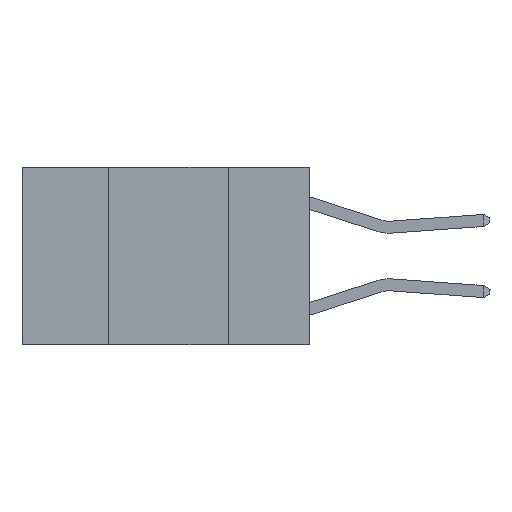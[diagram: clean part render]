
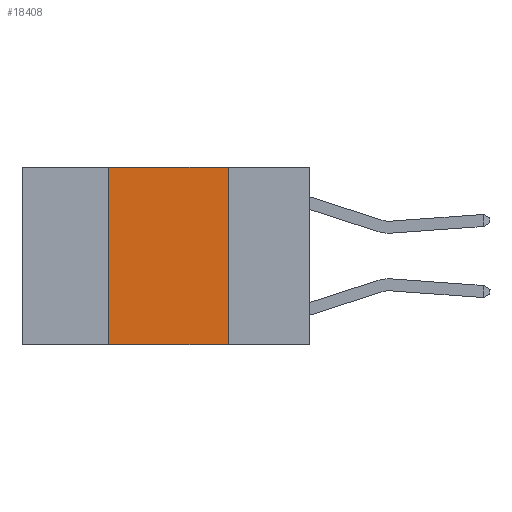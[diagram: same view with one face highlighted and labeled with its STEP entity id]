
A CAD part, left-side view. The second image highlights one B-rep face of the part: STEP entity #18408.
In plain terms, the highlighted planar face has unit normal (-1, 0, 0).
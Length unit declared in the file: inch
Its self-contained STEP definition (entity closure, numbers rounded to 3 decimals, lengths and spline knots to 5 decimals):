
#632 = LINE ( 'NONE', #9162, #22524 ) ;
#810 = ORIENTED_EDGE ( 'NONE', *, *, #8090, .F. ) ;
#1343 = AXIS2_PLACEMENT_3D ( 'NONE', #14560, #3910, #16336 ) ;
#1742 = VERTEX_POINT ( 'NONE', #2061 ) ;
#1820 = FACE_OUTER_BOUND ( 'NONE', #6162, .T. ) ;
#2035 = VECTOR ( 'NONE', #18084, 39.37008 ) ;
#2061 = CARTESIAN_POINT ( 'NONE',  ( 0., 0.17, -0.37 ) ) ;
#3537 = LINE ( 'NONE', #16670, #13005 ) ;
#3910 = DIRECTION ( 'NONE',  ( 1., 0., 0. ) ) ;
#4482 = LINE ( 'NONE', #7913, #21600 ) ;
#5716 = CARTESIAN_POINT ( 'NONE',  ( 0., 0.17, 0. ) ) ;
#6162 = EDGE_LOOP ( 'NONE', ( #22306, #19328, #810, #10130 ) ) ;
#6900 = EDGE_CURVE ( 'NONE', #12493, #1742, #20314, .T. ) ;
#7825 = DIRECTION ( 'NONE',  ( 0., 0., 1. ) ) ;
#7913 = CARTESIAN_POINT ( 'NONE',  ( 0., 0.6, 0. ) ) ;
#8090 = EDGE_CURVE ( 'NONE', #20153, #18916, #3537, .T. ) ;
#9162 = CARTESIAN_POINT ( 'NONE',  ( 0., 0.6, -0.37 ) ) ;
#9286 = EDGE_CURVE ( 'NONE', #20153, #1742, #632, .T. ) ;
#9314 = CARTESIAN_POINT ( 'NONE',  ( 0., 0.17, 0. ) ) ;
#10130 = ORIENTED_EDGE ( 'NONE', *, *, #9286, .T. ) ;
#10988 = PLANE ( 'NONE',  #1343 ) ;
#12493 = VERTEX_POINT ( 'NONE', #9314 ) ;
#12710 = EDGE_CURVE ( 'NONE', #18916, #12493, #4482, .T. ) ;
#13005 = VECTOR ( 'NONE', #7825, 39.37008 ) ;
#14392 = CARTESIAN_POINT ( 'NONE',  ( 0., 0.42, 0. ) ) ;
#14560 = CARTESIAN_POINT ( 'NONE',  ( 0., 0.6, 0. ) ) ;
#15089 = DIRECTION ( 'NONE',  ( 0., -1., 0. ) ) ;
#16336 = DIRECTION ( 'NONE',  ( 0., 0., -1. ) ) ;
#16670 = CARTESIAN_POINT ( 'NONE',  ( 0., 0.42, 0. ) ) ;
#17770 = CARTESIAN_POINT ( 'NONE',  ( 0., 0.42, -0.37 ) ) ;
#18000 = DIRECTION ( 'NONE',  ( 0., -1., 0. ) ) ;
#18084 = DIRECTION ( 'NONE',  ( 0., 0., -1. ) ) ;
#18408 = ADVANCED_FACE ( 'NONE', ( #1820 ), #10988, .F. ) ;
#18916 = VERTEX_POINT ( 'NONE', #14392 ) ;
#19328 = ORIENTED_EDGE ( 'NONE', *, *, #12710, .F. ) ;
#20153 = VERTEX_POINT ( 'NONE', #17770 ) ;
#20314 = LINE ( 'NONE', #5716, #2035 ) ;
#21600 = VECTOR ( 'NONE', #15089, 39.37008 ) ;
#22306 = ORIENTED_EDGE ( 'NONE', *, *, #6900, .F. ) ;
#22524 = VECTOR ( 'NONE', #18000, 39.37008 ) ;
